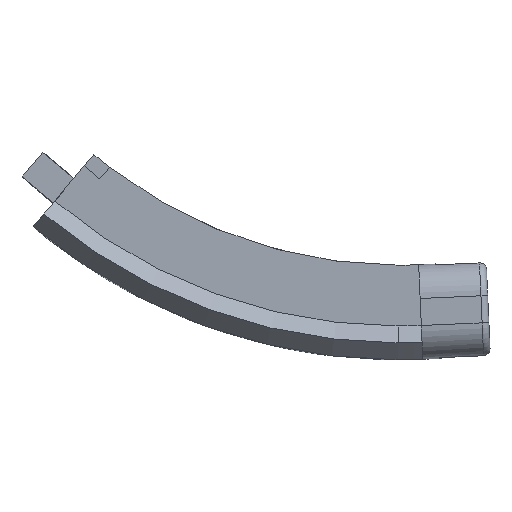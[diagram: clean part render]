
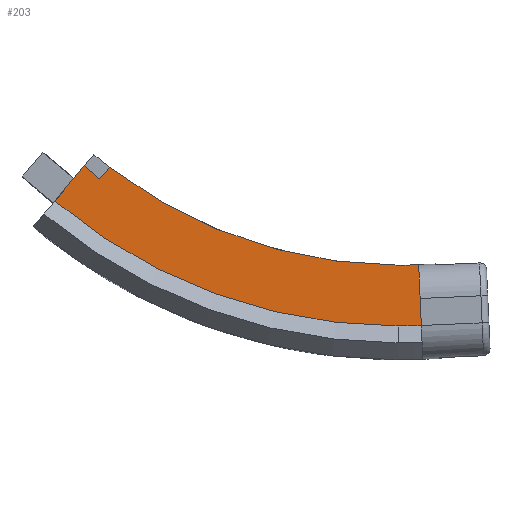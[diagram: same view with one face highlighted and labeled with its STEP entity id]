
A CAD part, front view. The second image highlights one B-rep face of the part: STEP entity #203.
In plain terms, the highlighted planar face has unit normal (0, -1, 0).
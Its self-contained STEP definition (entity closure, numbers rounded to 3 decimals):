
#84 = CIRCLE ( 'NONE', #1149, 70. ) ;
#85 = DIRECTION ( 'NONE',  ( 0., 0., -1. ) ) ;
#92 = EDGE_CURVE ( 'NONE', #1984, #2012, #3626, .T. ) ;
#107 = ORIENTED_EDGE ( 'NONE', *, *, #92, .T. ) ;
#147 = EDGE_CURVE ( 'NONE', #2205, #1980, #3884, .T. ) ;
#182 = EDGE_CURVE ( 'NONE', #2012, #2338, #1599, .T. ) ;
#203 = ADVANCED_FACE ( 'NONE', ( #4240 ), #2641, .T. ) ;
#271 = CARTESIAN_POINT ( 'NONE',  ( 3.053, -5., -69.933 ) ) ;
#306 = ORIENTED_EDGE ( 'NONE', *, *, #4152, .T. ) ;
#492 = ORIENTED_EDGE ( 'NONE', *, *, #182, .T. ) ;
#495 = LINE ( 'NONE', #3817, #2935 ) ;
#597 = CARTESIAN_POINT ( 'NONE',  ( 0., -5., 0. ) ) ;
#716 = EDGE_CURVE ( 'NONE', #1656, #2338, #1634, .T. ) ;
#756 = DIRECTION ( 'NONE',  ( -0.766, 0., 0.643 ) ) ;
#814 = DIRECTION ( 'NONE',  ( 0., 0., -1. ) ) ;
#820 = VERTEX_POINT ( 'NONE', #3137 ) ;
#841 = CARTESIAN_POINT ( 'NONE',  ( -44.111, -5., -57.237 ) ) ;
#901 = DIRECTION ( 'NONE',  ( 0., -1., 0. ) ) ;
#1003 = VECTOR ( 'NONE', #3268, 1000. ) ;
#1149 = AXIS2_PLACEMENT_3D ( 'NONE', #3481, #2482, #814 ) ;
#1166 = CARTESIAN_POINT ( 'NONE',  ( -42.656, -5., -55.502 ) ) ;
#1193 = CARTESIAN_POINT ( 'NONE',  ( -44.995, -5., -53.623 ) ) ;
#1194 = CARTESIAN_POINT ( 'NONE',  ( 2.455, -5., -1.742 ) ) ;
#1265 = EDGE_CURVE ( 'NONE', #2205, #1650, #2844, .T. ) ;
#1500 = VECTOR ( 'NONE', #756, 1000. ) ;
#1599 = LINE ( 'NONE', #2596, #1003 ) ;
#1609 = DIRECTION ( 'NONE',  ( 0., 0., -1. ) ) ;
#1615 = CARTESIAN_POINT ( 'NONE',  ( 0., -5., 0. ) ) ;
#1634 = CIRCLE ( 'NONE', #2210, 70. ) ;
#1650 = VERTEX_POINT ( 'NONE', #1166 ) ;
#1656 = VERTEX_POINT ( 'NONE', #3878 ) ;
#1980 = VERTEX_POINT ( 'NONE', #4162 ) ;
#1984 = VERTEX_POINT ( 'NONE', #3826 ) ;
#2012 = VERTEX_POINT ( 'NONE', #4208 ) ;
#2160 = EDGE_CURVE ( 'NONE', #1650, #1656, #84, .T. ) ;
#2205 = VERTEX_POINT ( 'NONE', #4250 ) ;
#2210 = AXIS2_PLACEMENT_3D ( 'NONE', #597, #4364, #1609 ) ;
#2236 = AXIS2_PLACEMENT_3D ( 'NONE', #1615, #901, #2948 ) ;
#2266 = DIRECTION ( 'NONE',  ( 0., -1., 0. ) ) ;
#2336 = ORIENTED_EDGE ( 'NONE', *, *, #2160, .F. ) ;
#2338 = VERTEX_POINT ( 'NONE', #271 ) ;
#2482 = DIRECTION ( 'NONE',  ( 0., -1., 0. ) ) ;
#2552 = DIRECTION ( 'NONE',  ( 0.643, 0., 0.766 ) ) ;
#2596 = CARTESIAN_POINT ( 'NONE',  ( 2.251, -5., -51.56 ) ) ;
#2641 = PLANE ( 'NONE',  #2986 ) ;
#2764 = ORIENTED_EDGE ( 'NONE', *, *, #1265, .F. ) ;
#2808 = ORIENTED_EDGE ( 'NONE', *, *, #716, .F. ) ;
#2842 = DIRECTION ( 'NONE',  ( 0., -1., 0. ) ) ;
#2844 = LINE ( 'NONE', #1194, #3969 ) ;
#2935 = VECTOR ( 'NONE', #3224, 1000. ) ;
#2948 = DIRECTION ( 'NONE',  ( 0., 0., -1. ) ) ;
#2970 = DIRECTION ( 'NONE',  ( 0., 0., -1. ) ) ;
#2986 = AXIS2_PLACEMENT_3D ( 'NONE', #1193, #2266, #2970 ) ;
#3137 = CARTESIAN_POINT ( 'NONE',  ( -50.78, -5., -60.518 ) ) ;
#3161 = CARTESIAN_POINT ( 'NONE',  ( 0., -5., 0. ) ) ;
#3211 = AXIS2_PLACEMENT_3D ( 'NONE', #3161, #2842, #85 ) ;
#3224 = DIRECTION ( 'NONE',  ( -0.643, 0., -0.766 ) ) ;
#3268 = DIRECTION ( 'NONE',  ( -0.044, 0., 0.999 ) ) ;
#3323 = ORIENTED_EDGE ( 'NONE', *, *, #4063, .T. ) ;
#3481 = CARTESIAN_POINT ( 'NONE',  ( 0., -5., 0. ) ) ;
#3626 = CIRCLE ( 'NONE', #3211, 79. ) ;
#3817 = CARTESIAN_POINT ( 'NONE',  ( -44.995, -5., -53.623 ) ) ;
#3826 = CARTESIAN_POINT ( 'NONE',  ( 0., -5., -79. ) ) ;
#3869 = EDGE_LOOP ( 'NONE', ( #306, #107, #492, #2808, #2336, #2764, #3918, #3323 ) ) ;
#3878 = CARTESIAN_POINT ( 'NONE',  ( 0., -5., -70. ) ) ;
#3884 = LINE ( 'NONE', #841, #1500 ) ;
#3918 = ORIENTED_EDGE ( 'NONE', *, *, #147, .T. ) ;
#3969 = VECTOR ( 'NONE', #2552, 1000. ) ;
#4063 = EDGE_CURVE ( 'NONE', #1980, #820, #495, .T. ) ;
#4139 = CIRCLE ( 'NONE', #2236, 79. ) ;
#4152 = EDGE_CURVE ( 'NONE', #820, #1984, #4139, .T. ) ;
#4162 = CARTESIAN_POINT ( 'NONE',  ( -46.409, -5., -55.308 ) ) ;
#4208 = CARTESIAN_POINT ( 'NONE',  ( 3.446, -5., -78.925 ) ) ;
#4240 = FACE_OUTER_BOUND ( 'NONE', #3869, .T. ) ;
#4250 = CARTESIAN_POINT ( 'NONE',  ( -44.111, -5., -57.237 ) ) ;
#4364 = DIRECTION ( 'NONE',  ( 0., -1., 0. ) ) ;
